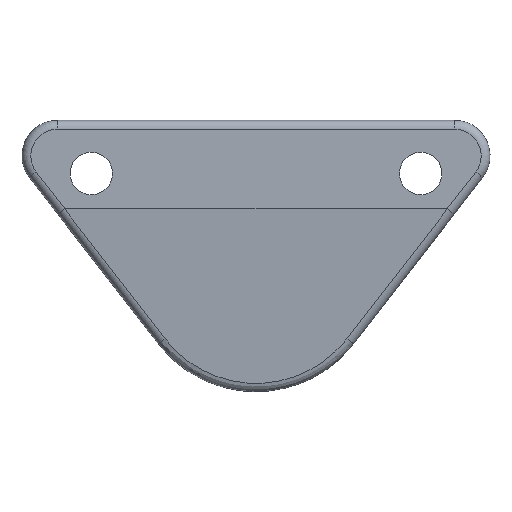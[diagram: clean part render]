
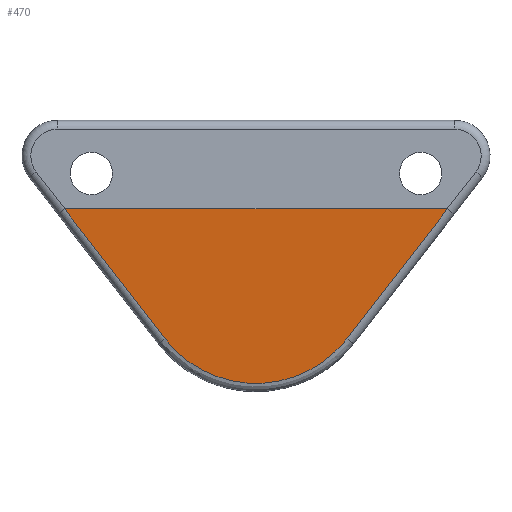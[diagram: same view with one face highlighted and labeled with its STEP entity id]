
A CAD part, top view. The second image highlights one B-rep face of the part: STEP entity #470.
In plain terms, the highlighted planar face has unit normal (0, -0.07, 0.998).
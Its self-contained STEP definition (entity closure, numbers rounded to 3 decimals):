
#23=ELLIPSE('',#506,6.516,6.5);
#25=ELLIPSE('',#510,9.067,0.5);
#26=ELLIPSE('',#523,9.067,0.5);
#37=PLANE('',#527);
#59=FACE_OUTER_BOUND('',#92,.T.);
#92=EDGE_LOOP('',(#369,#370,#371,#372,#373,#374));
#117=LINE('',#755,#145);
#118=LINE('',#794,#146);
#130=LINE('',#840,#158);
#145=VECTOR('',#594,10.);
#146=VECTOR('',#605,10.);
#158=VECTOR('',#657,10.);
#210=VERTEX_POINT('',#752);
#211=VERTEX_POINT('',#754);
#213=VERTEX_POINT('',#788);
#214=VERTEX_POINT('',#793);
#217=VERTEX_POINT('',#801);
#225=VERTEX_POINT('',#825);
#254=EDGE_CURVE('',#211,#210,#117,.T.);
#258=EDGE_CURVE('',#213,#211,#23,.T.);
#259=EDGE_CURVE('',#214,#213,#118,.T.);
#263=EDGE_CURVE('',#217,#214,#25,.T.);
#276=EDGE_CURVE('',#210,#225,#26,.T.);
#283=EDGE_CURVE('',#217,#225,#130,.T.);
#369=ORIENTED_EDGE('',*,*,#276,.T.);
#370=ORIENTED_EDGE('',*,*,#283,.F.);
#371=ORIENTED_EDGE('',*,*,#263,.T.);
#372=ORIENTED_EDGE('',*,*,#259,.T.);
#373=ORIENTED_EDGE('',*,*,#258,.T.);
#374=ORIENTED_EDGE('',*,*,#254,.T.);
#470=ADVANCED_FACE('',(#59),#37,.F.);
#506=AXIS2_PLACEMENT_3D('',#791,#601,#602);
#510=AXIS2_PLACEMENT_3D('',#802,#612,#613);
#523=AXIS2_PLACEMENT_3D('',#827,#642,#643);
#527=AXIS2_PLACEMENT_3D('',#839,#655,#656);
#594=DIRECTION('',(0.611,0.789,0.055));
#601=DIRECTION('center_axis',(0.,-0.07,
0.998));
#602=DIRECTION('ref_axis',(0.,-0.998,-0.07));
#605=DIRECTION('',(0.611,-0.789,-0.055));
#612=DIRECTION('center_axis',(0.,-0.07,
0.998));
#613=DIRECTION('ref_axis',(-0.613,0.788,0.055));
#642=DIRECTION('center_axis',(0.,-0.07,
0.998));
#643=DIRECTION('ref_axis',(0.613,0.788,0.055));
#655=DIRECTION('center_axis',(0.,0.07,
-0.998));
#656=DIRECTION('ref_axis',(-1.,0.,0.));
#657=DIRECTION('',(1.,0.,0.));
#752=CARTESIAN_POINT('',(-25.34,45.443,-11.5));
#754=CARTESIAN_POINT('',(-31.027,38.101,-12.014));
#755=CARTESIAN_POINT('',(-30.866,38.309,-11.999));
#788=CARTESIAN_POINT('',(-41.304,38.101,-12.014));
#791=CARTESIAN_POINT('Origin',(-36.166,42.081,-11.736));
#793=CARTESIAN_POINT('',(-46.991,45.443,-11.5));
#794=CARTESIAN_POINT('',(-45.093,42.992,-11.672));
#801=CARTESIAN_POINT('',(-46.97,45.45,-11.5));
#802=CARTESIAN_POINT('Origin',(-41.431,38.299,-12.));
#825=CARTESIAN_POINT('',(-25.362,45.45,-11.5));
#827=CARTESIAN_POINT('Origin',(-30.9,38.299,-12.));
#839=CARTESIAN_POINT('Origin',(-36.166,42.657,-11.695));
#840=CARTESIAN_POINT('',(-36.166,45.45,-11.5));
